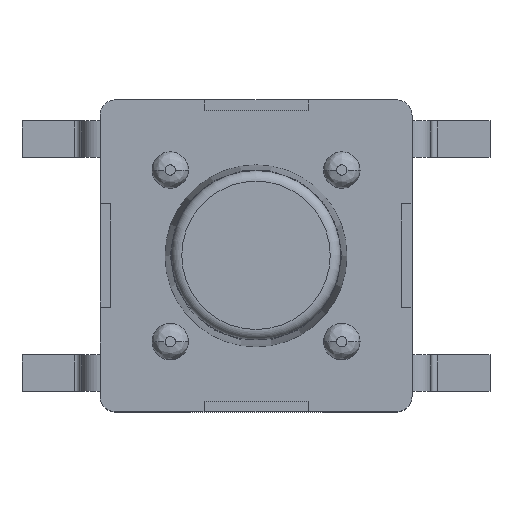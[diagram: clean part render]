
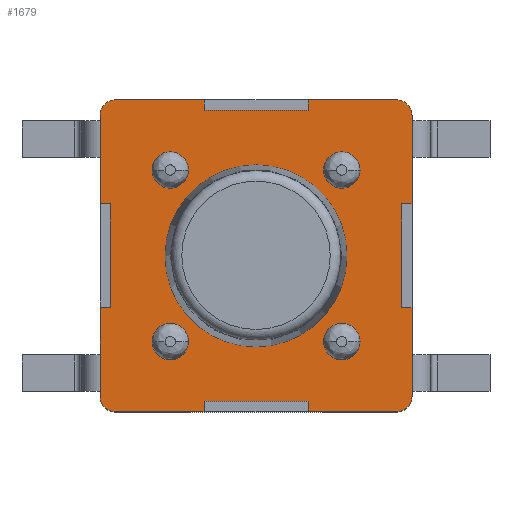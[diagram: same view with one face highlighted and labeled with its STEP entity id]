
A CAD part, top view. The second image highlights one B-rep face of the part: STEP entity #1679.
In plain terms, the highlighted planar face has unit normal (0, 0, 1).
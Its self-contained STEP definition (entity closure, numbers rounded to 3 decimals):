
#22 = VERTEX_POINT('',#23);
#23 = CARTESIAN_POINT('',(3.,2.7,3.45));
#31 = EDGE_CURVE('',#32,#22,#34,.T.);
#32 = VERTEX_POINT('',#33);
#33 = CARTESIAN_POINT('',(3.,1.,3.45));
#34 = LINE('',#35,#36);
#35 = CARTESIAN_POINT('',(3.,1.,3.45));
#36 = VECTOR('',#37,1.);
#37 = DIRECTION('',(0.,1.,0.));
#104 = VERTEX_POINT('',#105);
#105 = CARTESIAN_POINT('',(3.,-1.,3.45));
#113 = EDGE_CURVE('',#114,#104,#116,.T.);
#114 = VERTEX_POINT('',#115);
#115 = CARTESIAN_POINT('',(3.,-2.7,3.45));
#116 = LINE('',#117,#118);
#117 = CARTESIAN_POINT('',(3.,-2.7,3.45));
#118 = VECTOR('',#119,1.);
#119 = DIRECTION('',(0.,1.,0.));
#598 = VERTEX_POINT('',#599);
#599 = CARTESIAN_POINT('',(2.8,-1.,3.45));
#607 = EDGE_CURVE('',#104,#598,#608,.T.);
#608 = LINE('',#609,#610);
#609 = CARTESIAN_POINT('',(3.,-1.,3.45));
#610 = VECTOR('',#611,1.);
#611 = DIRECTION('',(-1.,0.,0.));
#923 = VERTEX_POINT('',#924);
#924 = CARTESIAN_POINT('',(-2.8,1.,3.45));
#932 = EDGE_CURVE('',#933,#923,#935,.T.);
#933 = VERTEX_POINT('',#934);
#934 = CARTESIAN_POINT('',(-3.,1.,3.45));
#935 = LINE('',#936,#937);
#936 = CARTESIAN_POINT('',(-3.,1.,3.45));
#937 = VECTOR('',#938,1.);
#938 = DIRECTION('',(1.,0.,0.));
#963 = VERTEX_POINT('',#964);
#964 = CARTESIAN_POINT('',(-1.,3.,3.45));
#972 = EDGE_CURVE('',#963,#973,#975,.T.);
#973 = VERTEX_POINT('',#974);
#974 = CARTESIAN_POINT('',(-1.,2.8,3.45));
#975 = LINE('',#976,#977);
#976 = CARTESIAN_POINT('',(-1.,3.,3.45));
#977 = VECTOR('',#978,1.);
#978 = DIRECTION('',(0.,-1.,0.));
#1021 = VERTEX_POINT('',#1022);
#1022 = CARTESIAN_POINT('',(-1.3,-1.65,3.45));
#1027 = EDGE_CURVE('',#1021,#1021,#1028,.T.);
#1028 = CIRCLE('',#1029,0.35);
#1029 = AXIS2_PLACEMENT_3D('',#1030,#1031,#1032);
#1030 = CARTESIAN_POINT('',(-1.65,-1.65,3.45));
#1031 = DIRECTION('',(0.,0.,1.));
#1032 = DIRECTION('',(1.,0.,0.));
#1044 = EDGE_CURVE('',#973,#1045,#1047,.T.);
#1045 = VERTEX_POINT('',#1046);
#1046 = CARTESIAN_POINT('',(1.,2.8,3.45));
#1047 = LINE('',#1048,#1049);
#1048 = CARTESIAN_POINT('',(-1.,2.8,3.45));
#1049 = VECTOR('',#1050,1.);
#1050 = DIRECTION('',(1.,0.,0.));
#1203 = VERTEX_POINT('',#1204);
#1204 = CARTESIAN_POINT('',(1.,-2.8,3.45));
#1212 = EDGE_CURVE('',#1203,#1213,#1215,.T.);
#1213 = VERTEX_POINT('',#1214);
#1214 = CARTESIAN_POINT('',(-1.,-2.8,3.45));
#1215 = LINE('',#1216,#1217);
#1216 = CARTESIAN_POINT('',(1.,-2.8,3.45));
#1217 = VECTOR('',#1218,1.);
#1218 = DIRECTION('',(-1.,0.,0.));
#1250 = VERTEX_POINT('',#1251);
#1251 = CARTESIAN_POINT('',(2.,1.65,3.45));
#1256 = EDGE_CURVE('',#1250,#1250,#1257,.T.);
#1257 = CIRCLE('',#1258,0.35);
#1258 = AXIS2_PLACEMENT_3D('',#1259,#1260,#1261);
#1259 = CARTESIAN_POINT('',(1.65,1.65,3.45));
#1260 = DIRECTION('',(0.,0.,1.));
#1261 = DIRECTION('',(1.,0.,0.));
#1274 = VERTEX_POINT('',#1275);
#1275 = CARTESIAN_POINT('',(1.,-3.,3.45));
#1283 = EDGE_CURVE('',#1274,#1203,#1284,.T.);
#1284 = LINE('',#1285,#1286);
#1285 = CARTESIAN_POINT('',(1.,-3.,3.45));
#1286 = VECTOR('',#1287,1.);
#1287 = DIRECTION('',(0.,1.,0.));
#1305 = VERTEX_POINT('',#1306);
#1306 = CARTESIAN_POINT('',(2.8,1.,3.45));
#1314 = EDGE_CURVE('',#1305,#598,#1315,.T.);
#1315 = LINE('',#1316,#1317);
#1316 = CARTESIAN_POINT('',(2.8,1.,3.45));
#1317 = VECTOR('',#1318,1.);
#1318 = DIRECTION('',(0.,-1.,0.));
#1336 = EDGE_CURVE('',#32,#1305,#1337,.T.);
#1337 = LINE('',#1338,#1339);
#1338 = CARTESIAN_POINT('',(3.,1.,3.45));
#1339 = VECTOR('',#1340,1.);
#1340 = DIRECTION('',(-1.,0.,0.));
#1612 = VERTEX_POINT('',#1613);
#1613 = CARTESIAN_POINT('',(2.,-1.65,3.45));
#1618 = EDGE_CURVE('',#1612,#1612,#1619,.T.);
#1619 = CIRCLE('',#1620,0.35);
#1620 = AXIS2_PLACEMENT_3D('',#1621,#1622,#1623);
#1621 = CARTESIAN_POINT('',(1.65,-1.65,3.45));
#1622 = DIRECTION('',(0.,0.,1.));
#1623 = DIRECTION('',(1.,0.,0.));
#1679 = ADVANCED_FACE('',(#1680,#1800,#1803,#1806,#1809,#1820),#1831,.T.
  );
#1680 = FACE_BOUND('',#1681,.T.);
#1681 = EDGE_LOOP('',(#1682,#1690,#1691,#1699,#1707,#1715,#1724,#1732,
    #1738,#1739,#1740,#1748,#1755,#1756,#1757,#1758,#1759,#1760,#1769,
    #1777,#1783,#1784,#1785,#1793));
#1682 = ORIENTED_EDGE('',*,*,#1683,.T.);
#1683 = EDGE_CURVE('',#1684,#933,#1686,.T.);
#1684 = VERTEX_POINT('',#1685);
#1685 = CARTESIAN_POINT('',(-3.,2.7,3.45));
#1686 = LINE('',#1687,#1688);
#1687 = CARTESIAN_POINT('',(-3.,2.7,3.45));
#1688 = VECTOR('',#1689,1.);
#1689 = DIRECTION('',(0.,-1.,0.));
#1690 = ORIENTED_EDGE('',*,*,#932,.T.);
#1691 = ORIENTED_EDGE('',*,*,#1692,.F.);
#1692 = EDGE_CURVE('',#1693,#923,#1695,.T.);
#1693 = VERTEX_POINT('',#1694);
#1694 = CARTESIAN_POINT('',(-2.8,-1.,3.45));
#1695 = LINE('',#1696,#1697);
#1696 = CARTESIAN_POINT('',(-2.8,-1.,3.45));
#1697 = VECTOR('',#1698,1.);
#1698 = DIRECTION('',(0.,1.,0.));
#1699 = ORIENTED_EDGE('',*,*,#1700,.F.);
#1700 = EDGE_CURVE('',#1701,#1693,#1703,.T.);
#1701 = VERTEX_POINT('',#1702);
#1702 = CARTESIAN_POINT('',(-3.,-1.,3.45));
#1703 = LINE('',#1704,#1705);
#1704 = CARTESIAN_POINT('',(-3.,-1.,3.45));
#1705 = VECTOR('',#1706,1.);
#1706 = DIRECTION('',(1.,0.,0.));
#1707 = ORIENTED_EDGE('',*,*,#1708,.T.);
#1708 = EDGE_CURVE('',#1701,#1709,#1711,.T.);
#1709 = VERTEX_POINT('',#1710);
#1710 = CARTESIAN_POINT('',(-3.,-2.7,3.45));
#1711 = LINE('',#1712,#1713);
#1712 = CARTESIAN_POINT('',(-3.,-1.,3.45));
#1713 = VECTOR('',#1714,1.);
#1714 = DIRECTION('',(0.,-1.,0.));
#1715 = ORIENTED_EDGE('',*,*,#1716,.T.);
#1716 = EDGE_CURVE('',#1709,#1717,#1719,.T.);
#1717 = VERTEX_POINT('',#1718);
#1718 = CARTESIAN_POINT('',(-2.7,-3.,3.45));
#1719 = CIRCLE('',#1720,0.3);
#1720 = AXIS2_PLACEMENT_3D('',#1721,#1722,#1723);
#1721 = CARTESIAN_POINT('',(-2.7,-2.7,3.45));
#1722 = DIRECTION('',(0.,0.,1.));
#1723 = DIRECTION('',(-1.,0.,0.));
#1724 = ORIENTED_EDGE('',*,*,#1725,.T.);
#1725 = EDGE_CURVE('',#1717,#1726,#1728,.T.);
#1726 = VERTEX_POINT('',#1727);
#1727 = CARTESIAN_POINT('',(-1.,-3.,3.45));
#1728 = LINE('',#1729,#1730);
#1729 = CARTESIAN_POINT('',(-2.7,-3.,3.45));
#1730 = VECTOR('',#1731,1.);
#1731 = DIRECTION('',(1.,0.,0.));
#1732 = ORIENTED_EDGE('',*,*,#1733,.T.);
#1733 = EDGE_CURVE('',#1726,#1213,#1734,.T.);
#1734 = LINE('',#1735,#1736);
#1735 = CARTESIAN_POINT('',(-1.,-3.,3.45));
#1736 = VECTOR('',#1737,1.);
#1737 = DIRECTION('',(0.,1.,0.));
#1738 = ORIENTED_EDGE('',*,*,#1212,.F.);
#1739 = ORIENTED_EDGE('',*,*,#1283,.F.);
#1740 = ORIENTED_EDGE('',*,*,#1741,.T.);
#1741 = EDGE_CURVE('',#1274,#1742,#1744,.T.);
#1742 = VERTEX_POINT('',#1743);
#1743 = CARTESIAN_POINT('',(2.7,-3.,3.45));
#1744 = LINE('',#1745,#1746);
#1745 = CARTESIAN_POINT('',(1.,-3.,3.45));
#1746 = VECTOR('',#1747,1.);
#1747 = DIRECTION('',(1.,0.,0.));
#1748 = ORIENTED_EDGE('',*,*,#1749,.T.);
#1749 = EDGE_CURVE('',#1742,#114,#1750,.T.);
#1750 = CIRCLE('',#1751,0.3);
#1751 = AXIS2_PLACEMENT_3D('',#1752,#1753,#1754);
#1752 = CARTESIAN_POINT('',(2.7,-2.7,3.45));
#1753 = DIRECTION('',(0.,0.,1.));
#1754 = DIRECTION('',(0.,-1.,0.));
#1755 = ORIENTED_EDGE('',*,*,#113,.T.);
#1756 = ORIENTED_EDGE('',*,*,#607,.T.);
#1757 = ORIENTED_EDGE('',*,*,#1314,.F.);
#1758 = ORIENTED_EDGE('',*,*,#1336,.F.);
#1759 = ORIENTED_EDGE('',*,*,#31,.T.);
#1760 = ORIENTED_EDGE('',*,*,#1761,.T.);
#1761 = EDGE_CURVE('',#22,#1762,#1764,.T.);
#1762 = VERTEX_POINT('',#1763);
#1763 = CARTESIAN_POINT('',(2.7,3.,3.45));
#1764 = CIRCLE('',#1765,0.3);
#1765 = AXIS2_PLACEMENT_3D('',#1766,#1767,#1768);
#1766 = CARTESIAN_POINT('',(2.7,2.7,3.45));
#1767 = DIRECTION('',(0.,0.,1.));
#1768 = DIRECTION('',(1.,0.,0.));
#1769 = ORIENTED_EDGE('',*,*,#1770,.T.);
#1770 = EDGE_CURVE('',#1762,#1771,#1773,.T.);
#1771 = VERTEX_POINT('',#1772);
#1772 = CARTESIAN_POINT('',(1.,3.,3.45));
#1773 = LINE('',#1774,#1775);
#1774 = CARTESIAN_POINT('',(2.7,3.,3.45));
#1775 = VECTOR('',#1776,1.);
#1776 = DIRECTION('',(-1.,0.,0.));
#1777 = ORIENTED_EDGE('',*,*,#1778,.T.);
#1778 = EDGE_CURVE('',#1771,#1045,#1779,.T.);
#1779 = LINE('',#1780,#1781);
#1780 = CARTESIAN_POINT('',(1.,3.,3.45));
#1781 = VECTOR('',#1782,1.);
#1782 = DIRECTION('',(0.,-1.,0.));
#1783 = ORIENTED_EDGE('',*,*,#1044,.F.);
#1784 = ORIENTED_EDGE('',*,*,#972,.F.);
#1785 = ORIENTED_EDGE('',*,*,#1786,.T.);
#1786 = EDGE_CURVE('',#963,#1787,#1789,.T.);
#1787 = VERTEX_POINT('',#1788);
#1788 = CARTESIAN_POINT('',(-2.7,3.,3.45));
#1789 = LINE('',#1790,#1791);
#1790 = CARTESIAN_POINT('',(-1.,3.,3.45));
#1791 = VECTOR('',#1792,1.);
#1792 = DIRECTION('',(-1.,0.,0.));
#1793 = ORIENTED_EDGE('',*,*,#1794,.T.);
#1794 = EDGE_CURVE('',#1787,#1684,#1795,.T.);
#1795 = CIRCLE('',#1796,0.3);
#1796 = AXIS2_PLACEMENT_3D('',#1797,#1798,#1799);
#1797 = CARTESIAN_POINT('',(-2.7,2.7,3.45));
#1798 = DIRECTION('',(0.,0.,1.));
#1799 = DIRECTION('',(0.,1.,0.));
#1800 = FACE_BOUND('',#1801,.T.);
#1801 = EDGE_LOOP('',(#1802));
#1802 = ORIENTED_EDGE('',*,*,#1027,.F.);
#1803 = FACE_BOUND('',#1804,.T.);
#1804 = EDGE_LOOP('',(#1805));
#1805 = ORIENTED_EDGE('',*,*,#1618,.F.);
#1806 = FACE_BOUND('',#1807,.T.);
#1807 = EDGE_LOOP('',(#1808));
#1808 = ORIENTED_EDGE('',*,*,#1256,.F.);
#1809 = FACE_BOUND('',#1810,.T.);
#1810 = EDGE_LOOP('',(#1811));
#1811 = ORIENTED_EDGE('',*,*,#1812,.F.);
#1812 = EDGE_CURVE('',#1813,#1813,#1815,.T.);
#1813 = VERTEX_POINT('',#1814);
#1814 = CARTESIAN_POINT('',(-1.3,1.65,3.45));
#1815 = CIRCLE('',#1816,0.35);
#1816 = AXIS2_PLACEMENT_3D('',#1817,#1818,#1819);
#1817 = CARTESIAN_POINT('',(-1.65,1.65,3.45));
#1818 = DIRECTION('',(0.,0.,1.));
#1819 = DIRECTION('',(1.,0.,0.));
#1820 = FACE_BOUND('',#1821,.T.);
#1821 = EDGE_LOOP('',(#1822));
#1822 = ORIENTED_EDGE('',*,*,#1823,.F.);
#1823 = EDGE_CURVE('',#1824,#1824,#1826,.T.);
#1824 = VERTEX_POINT('',#1825);
#1825 = CARTESIAN_POINT('',(1.75,0.,3.45));
#1826 = CIRCLE('',#1827,1.75);
#1827 = AXIS2_PLACEMENT_3D('',#1828,#1829,#1830);
#1828 = CARTESIAN_POINT('',(0.,0.,3.45
    ));
#1829 = DIRECTION('',(0.,0.,1.));
#1830 = DIRECTION('',(1.,0.,0.));
#1831 = PLANE('',#1832);
#1832 = AXIS2_PLACEMENT_3D('',#1833,#1834,#1835);
#1833 = CARTESIAN_POINT('',(0.,0.,3.45
    ));
#1834 = DIRECTION('',(0.,0.,1.));
#1835 = DIRECTION('',(1.,0.,0.));
